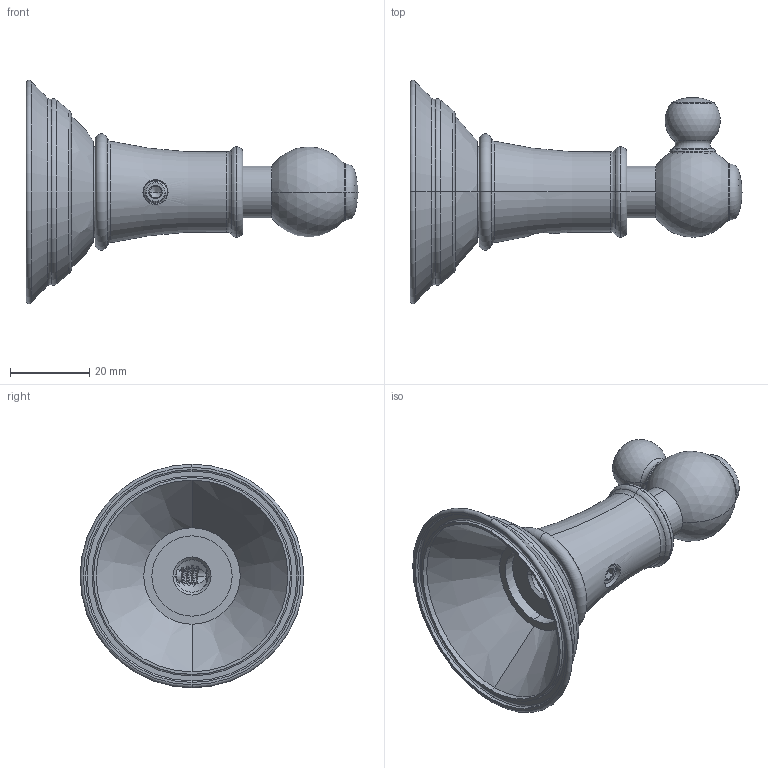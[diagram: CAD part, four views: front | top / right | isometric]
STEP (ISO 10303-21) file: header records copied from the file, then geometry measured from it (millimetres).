
FILE_DESCRIPTION((''),'2;1');
FILE_NAME('5410_ASM','2019-08-08T10:35:54',('jinson.thomas'),(''),'CREO PARAMETRIC BY PTC INC, 2018400','CREO PARAMETRIC BY PTC INC, 2018400','');
FILE_SCHEMA(('CONFIG_CONTROL_DESIGN'));
Length unit declared in the file: inch
Products named in the file (6): 11591; 2-652_ASM; 40709; 92031; 40737; 5410_ASM
Assembly tree (5 placements, depth 3):
  5410_ASM
    2-652_ASM
      11591
    40709
    92031
    40737
Bounding box: 83.97 x 56.56 x 56.56 mm (x, y, z)
Volume: 27992.9 mm3; surface area: 15372.9 mm2
Topology: 4 solids, 4 shells, 250 faces, 610 edges, 370 vertices
Faces by surface type: cylinder 81, cone 49, bspline 43, torus 34, plane 31, sphere 10, extrusion 2
Entity records: 14121 total; most frequent: CARTESIAN_POINT 8656, ORIENTED_EDGE 1200, DIRECTION 974, EDGE_CURVE 600, AXIS2_PLACEMENT_3D 428, VERTEX_POINT 370, B_SPLINE_CURVE_WITH_KNOTS 275, EDGE_LOOP 268
